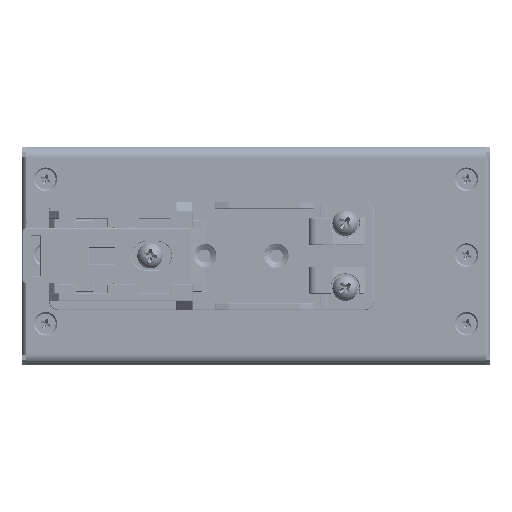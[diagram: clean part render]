
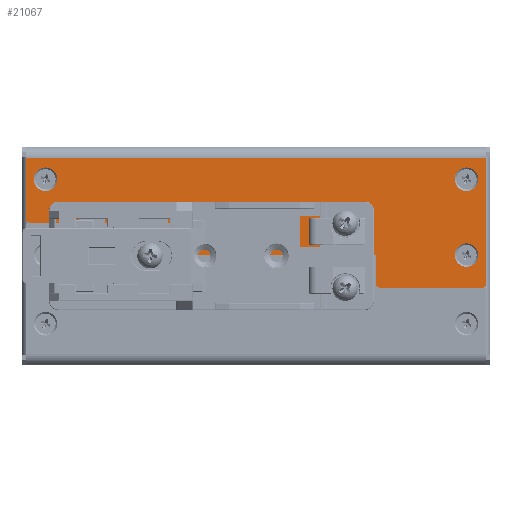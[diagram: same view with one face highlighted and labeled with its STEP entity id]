
A CAD part, left-side view. The second image highlights one B-rep face of the part: STEP entity #21067.
In plain terms, the highlighted face is planar.
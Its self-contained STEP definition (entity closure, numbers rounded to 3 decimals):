
#21067=ADVANCED_FACE('',(#51489,#51491,#51493,#51495,#51497),#51499,.F.);
#51489=FACE_BOUND('',#51490,.T.);
#51490=EDGE_LOOP('',(#77453,#77454,#77455,#77456,#77457,#77458,#77459,#77460,#77461,
#77462,#77463,#77464));
#51491=FACE_BOUND('',#51492,.T.);
#51492=EDGE_LOOP('',(#77465));
#51493=FACE_BOUND('',#51494,.T.);
#51494=EDGE_LOOP('',(#77466));
#51495=FACE_BOUND('',#51496,.T.);
#51496=EDGE_LOOP('',(#77467));
#51497=FACE_BOUND('',#51498,.T.);
#51498=EDGE_LOOP('',(#77468));
#51499=PLANE('',#51500);
#51500=AXIS2_PLACEMENT_3D('',#51501,#51502,#51503);
#51501=CARTESIAN_POINT('',(0.,-59.049,-61.75));
#51502=DIRECTION('',(0.,0.,1.));
#51503=DIRECTION('',(0.,1.,0.));
#77453=ORIENTED_EDGE('',*,*,#88724,.F.);
#77454=ORIENTED_EDGE('',*,*,#88725,.T.);
#77455=ORIENTED_EDGE('',*,*,#88726,.T.);
#77456=ORIENTED_EDGE('',*,*,#88727,.F.);
#77457=ORIENTED_EDGE('',*,*,#88728,.F.);
#77458=ORIENTED_EDGE('',*,*,#88729,.F.);
#77459=ORIENTED_EDGE('',*,*,#88730,.F.);
#77460=ORIENTED_EDGE('',*,*,#88704,.T.);
#77461=ORIENTED_EDGE('',*,*,#88731,.F.);
#77462=ORIENTED_EDGE('',*,*,#88732,.F.);
#77463=ORIENTED_EDGE('',*,*,#88733,.T.);
#77464=ORIENTED_EDGE('',*,*,#88734,.T.);
#77465=ORIENTED_EDGE('',*,*,#88735,.T.);
#77466=ORIENTED_EDGE('',*,*,#88736,.T.);
#77467=ORIENTED_EDGE('',*,*,#88737,.T.);
#77468=ORIENTED_EDGE('',*,*,#88738,.T.);
#88704=EDGE_CURVE('',#103956,#103957,#103958,.T.);
#88724=EDGE_CURVE('',#103992,#103993,#103994,.F.);
#88725=EDGE_CURVE('',#103992,#103995,#103996,.T.);
#88726=EDGE_CURVE('',#103995,#103997,#103998,.T.);
#88727=EDGE_CURVE('',#103999,#103997,#104000,.F.);
#88728=EDGE_CURVE('',#104001,#103999,#104002,.T.);
#88729=EDGE_CURVE('',#104003,#104001,#104004,.F.);
#88730=EDGE_CURVE('',#103956,#104003,#104005,.T.);
#88731=EDGE_CURVE('',#104006,#103957,#104007,.T.);
#88732=EDGE_CURVE('',#104008,#104006,#104009,.F.);
#88733=EDGE_CURVE('',#104008,#104010,#104011,.T.);
#88734=EDGE_CURVE('',#104010,#103993,#104012,.T.);
#88735=EDGE_CURVE('',#104013,#104013,#104014,.F.);
#88736=EDGE_CURVE('',#104015,#104015,#104016,.F.);
#88737=EDGE_CURVE('',#104017,#104017,#104018,.F.);
#88738=EDGE_CURVE('',#104019,#104019,#104020,.F.);
#103956=VERTEX_POINT('',#157807);
#103957=VERTEX_POINT('',#157808);
#103958=LINE('',#157809,#157810);
#103992=VERTEX_POINT('',#157893);
#103993=VERTEX_POINT('',#157894);
#103994=CIRCLE('',#157895,1.);
#103995=VERTEX_POINT('',#157899);
#103996=LINE('',#157900,#157901);
#103997=VERTEX_POINT('',#157903);
#103998=LINE('',#157904,#157905);
#103999=VERTEX_POINT('',#157907);
#104000=CIRCLE('',#157908,1.);
#104001=VERTEX_POINT('',#157912);
#104002=LINE('',#157913,#157914);
#104003=VERTEX_POINT('',#157916);
#104004=CIRCLE('',#157917,1.);
#104005=LINE('',#157921,#157922);
#104006=VERTEX_POINT('',#157924);
#104007=LINE('',#157925,#157926);
#104008=VERTEX_POINT('',#157928);
#104009=CIRCLE('',#157929,1.);
#104010=VERTEX_POINT('',#157933);
#104011=LINE('',#157934,#157935);
#104012=LINE('',#157937,#157938);
#104013=VERTEX_POINT('',#157940);
#104014=CIRCLE('',#157941,3.25);
#104015=VERTEX_POINT('',#157945);
#104016=CIRCLE('',#157946,3.25);
#104017=VERTEX_POINT('',#157950);
#104018=CIRCLE('',#157951,2.7);
#104019=VERTEX_POINT('',#157955);
#104020=CIRCLE('',#157956,3.25);
#157807=CARTESIAN_POINT('',(63.75,3.,-61.75));
#157808=CARTESIAN_POINT('',(-63.75,3.,-61.75));
#157809=CARTESIAN_POINT('',(63.75,3.,-61.75));
#157810=VECTOR('',#157811,1.);
#157811=DIRECTION('',(-1.,0.,0.));
#157893=CARTESIAN_POINT('',(-19.75,30.,-61.75));
#157894=CARTESIAN_POINT('',(-20.75,29.,-61.75));
#157895=AXIS2_PLACEMENT_3D('',#157896,#157897,#157898);
#157896=CARTESIAN_POINT('',(-19.75,29.,-61.75));
#157897=DIRECTION('',(0.,0.,-1.));
#157898=DIRECTION('',(-1.,0.,0.));
#157899=CARTESIAN_POINT('',(33.25,30.,-61.75));
#157900=CARTESIAN_POINT('',(-19.75,30.,-61.75));
#157901=VECTOR('',#157902,1.);
#157902=DIRECTION('',(1.,0.,0.));
#157903=CARTESIAN_POINT('',(33.25,38.,-61.75));
#157904=CARTESIAN_POINT('',(33.25,30.,-61.75));
#157905=VECTOR('',#157906,1.);
#157906=DIRECTION('',(0.,1.,0.));
#157907=CARTESIAN_POINT('',(34.25,39.,-61.75));
#157908=AXIS2_PLACEMENT_3D('',#157909,#157910,#157911);
#157909=CARTESIAN_POINT('',(34.25,38.,-61.75));
#157910=DIRECTION('',(0.,0.,-1.));
#157911=DIRECTION('',(-1.,0.,0.));
#157912=CARTESIAN_POINT('',(62.75,39.,-61.75));
#157913=CARTESIAN_POINT('',(62.75,39.,-61.75));
#157914=VECTOR('',#157915,1.);
#157915=DIRECTION('',(-1.,0.,0.));
#157916=CARTESIAN_POINT('',(63.75,38.,-61.75));
#157917=AXIS2_PLACEMENT_3D('',#157918,#157919,#157920);
#157918=CARTESIAN_POINT('',(62.75,38.,-61.75));
#157919=DIRECTION('',(0.,0.,-1.));
#157920=DIRECTION('',(0.,1.,0.));
#157921=CARTESIAN_POINT('',(63.75,3.,-61.75));
#157922=VECTOR('',#157923,1.);
#157923=DIRECTION('',(0.,1.,0.));
#157924=CARTESIAN_POINT('',(-63.75,20.,-61.75));
#157925=CARTESIAN_POINT('',(-63.75,20.,-61.75));
#157926=VECTOR('',#157927,1.);
#157927=DIRECTION('',(0.,-1.,0.));
#157928=CARTESIAN_POINT('',(-62.75,21.,-61.75));
#157929=AXIS2_PLACEMENT_3D('',#157930,#157931,#157932);
#157930=CARTESIAN_POINT('',(-62.75,20.,-61.75));
#157931=DIRECTION('',(0.,0.,-1.));
#157932=DIRECTION('',(-1.,0.,0.));
#157933=CARTESIAN_POINT('',(-20.75,21.,-61.75));
#157934=CARTESIAN_POINT('',(-62.75,21.,-61.75));
#157935=VECTOR('',#157936,1.);
#157936=DIRECTION('',(1.,0.,0.));
#157937=CARTESIAN_POINT('',(-20.75,21.,-61.75));
#157938=VECTOR('',#157939,1.);
#157939=DIRECTION('',(0.,1.,0.));
#157940=CARTESIAN_POINT('',(-55.,9.,-61.75));
#157941=AXIS2_PLACEMENT_3D('',#157942,#157943,#157944);
#157942=CARTESIAN_POINT('',(-58.25,9.,-61.75));
#157943=DIRECTION('',(0.,0.,-1.));
#157944=DIRECTION('',(1.,0.,0.));
#157945=CARTESIAN_POINT('',(61.5,9.,-61.75));
#157946=AXIS2_PLACEMENT_3D('',#157947,#157948,#157949);
#157947=CARTESIAN_POINT('',(58.25,9.,-61.75));
#157948=DIRECTION('',(0.,0.,-1.));
#157949=DIRECTION('',(1.,0.,0.));
#157950=CARTESIAN_POINT('',(21.95,21.2,-61.75));
#157951=AXIS2_PLACEMENT_3D('',#157952,#157953,#157954);
#157952=CARTESIAN_POINT('',(24.65,21.2,-61.75));
#157953=DIRECTION('',(0.,0.,-1.));
#157954=DIRECTION('',(-1.,0.,0.));
#157955=CARTESIAN_POINT('',(61.5,30.,-61.75));
#157956=AXIS2_PLACEMENT_3D('',#157957,#157958,#157959);
#157957=CARTESIAN_POINT('',(58.25,30.,-61.75));
#157958=DIRECTION('',(0.,0.,-1.));
#157959=DIRECTION('',(1.,0.,0.));
